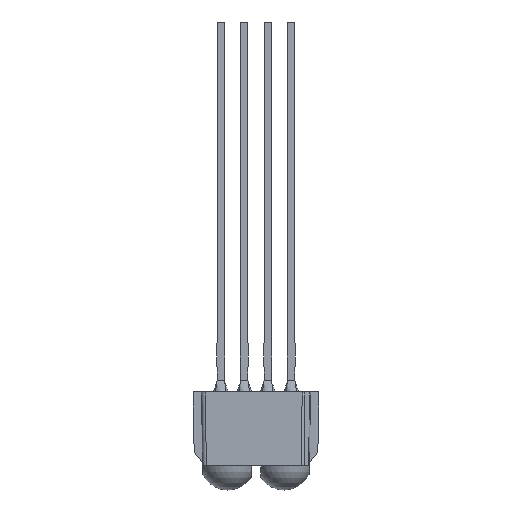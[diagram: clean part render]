
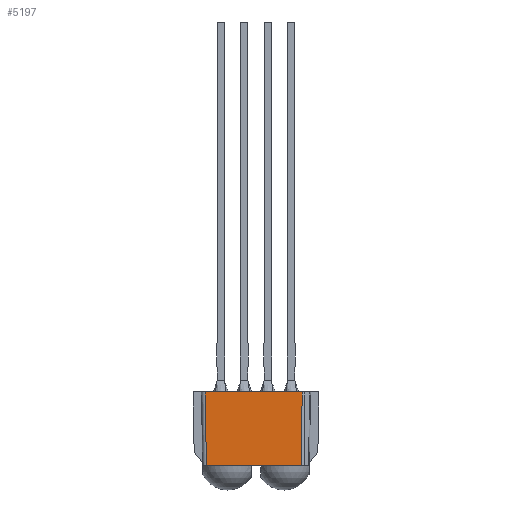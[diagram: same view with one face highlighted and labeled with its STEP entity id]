
A CAD part, front view. The second image highlights one B-rep face of the part: STEP entity #5197.
In plain terms, the highlighted face is planar.
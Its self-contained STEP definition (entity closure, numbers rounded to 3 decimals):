
#382=FACE_OUTER_BOUND('',#684,.T.);
#684=EDGE_LOOP('',(#3456,#3457,#3458,#3459));
#1008=LINE('',#7606,#1576);
#1010=LINE('',#7612,#1578);
#1011=LINE('',#7614,#1579);
#1012=LINE('',#7615,#1580);
#1576=VECTOR('',#6040,4.001);
#1578=VECTOR('',#6046,5.242);
#1579=VECTOR('',#6047,4.001);
#1580=VECTOR('',#6048,5.143);
#2139=VERTEX_POINT('',#7603);
#2140=VERTEX_POINT('',#7605);
#2142=VERTEX_POINT('',#7611);
#2143=VERTEX_POINT('',#7613);
#2648=EDGE_CURVE('',#2139,#2140,#1008,.T.);
#2651=EDGE_CURVE('',#2142,#2139,#1010,.T.);
#2652=EDGE_CURVE('',#2143,#2142,#1011,.T.);
#2653=EDGE_CURVE('',#2140,#2143,#1012,.T.);
#3456=ORIENTED_EDGE('',*,*,#2648,.F.);
#3457=ORIENTED_EDGE('',*,*,#2651,.F.);
#3458=ORIENTED_EDGE('',*,*,#2652,.F.);
#3459=ORIENTED_EDGE('',*,*,#2653,.F.);
#5003=PLANE('',#5507);
#5197=ADVANCED_FACE('',(#382),#5003,.T.);
#5507=AXIS2_PLACEMENT_3D('',#7610,#6044,#6045);
#6040=DIRECTION('',(0.007,-0.017,-1.));
#6044=DIRECTION('center_axis',(0.,1.,-0.017));
#6045=DIRECTION('ref_axis',(-1.,0.,0.));
#6046=DIRECTION('',(-1.,0.,0.));
#6047=DIRECTION('',(0.017,0.017,1.));
#6048=DIRECTION('',(1.,0.,0.));
#7603=CARTESIAN_POINT('',(-2.492,1.3,4.));
#7605=CARTESIAN_POINT('',(-2.463,1.23,0.));
#7606=CARTESIAN_POINT('',(-2.478,1.265,1.981));
#7610=CARTESIAN_POINT('Origin',(2.95,1.23,0.001));
#7611=CARTESIAN_POINT('',(2.75,1.3,4.));
#7612=CARTESIAN_POINT('',(-2.95,1.3,4.));
#7613=CARTESIAN_POINT('',(2.68,1.23,0.));
#7614=CARTESIAN_POINT('',(2.68,1.23,-0.017));
#7615=CARTESIAN_POINT('',(1.475,1.23,0.));
